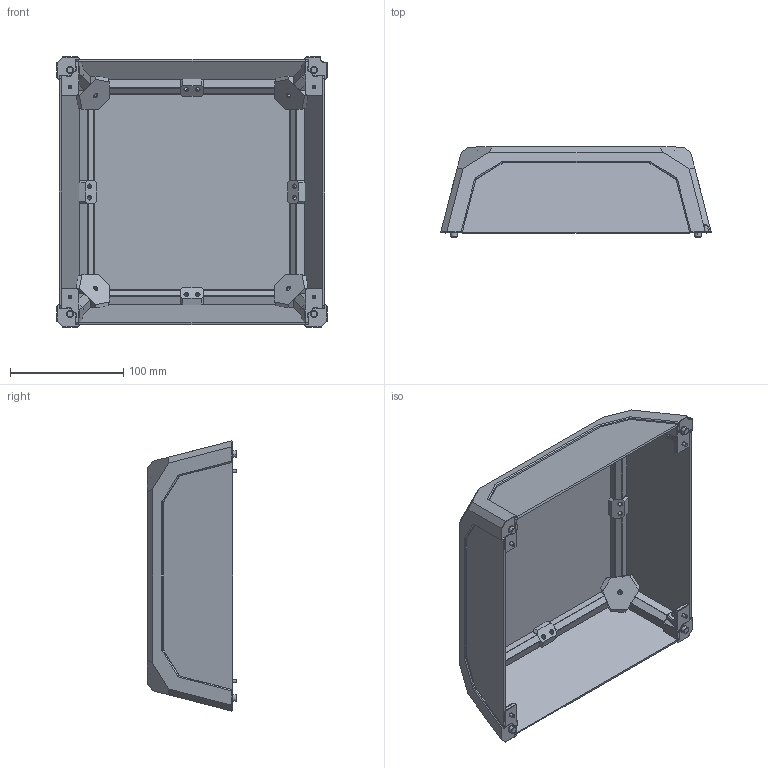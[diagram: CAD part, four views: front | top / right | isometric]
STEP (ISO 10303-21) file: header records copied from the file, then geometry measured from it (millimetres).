
FILE_DESCRIPTION (( 'STEP AP203' ), '1' );
FILE_NAME ('Maybe_Tophat_assm.STEP', '2020-06-08T14:32:13', ( '' ), ( '' ), 'SwSTEP 2.0', 'SolidWorks 2018', '' );
FILE_SCHEMA (( 'CONFIG_CONTROL_DESIGN' ));
Length unit declared in the file: millimetre
Products named in the file (10): tophat attachment bracket; Mirrortophat attachment bracket; MirrorMirrortophat attachment bracket; M3x10 BHCS; M3x8 BHCS_92095A201; maybe tophat; Maybe_Tophat_assm; tophat side panel; tophat top panel; maybe tophat_corner_mount
Assembly tree (22 placements, depth 2):
  Maybe_Tophat_assm
    maybe tophat
    tophat side panel  x4
    tophat top panel
    maybe tophat_corner_mount  x4
    tophat attachment bracket
    Mirrortophat attachment bracket  x2
    MirrorMirrortophat attachment bracket
    M3x10 BHCS  x4
    M3x8 BHCS_92095A201  x4
Bounding box: 238.06 x 79 x 238.06 mm (x, y, z)
Volume: 380353.3 mm3; surface area: 249319 mm2
Topology: 26 solids, 26 shells, 1322 faces, 3215 edges, 1949 vertices
Faces by surface type: plane 532, cylinder 397, cone 166, bspline 123, sphere 84, torus 20
Entity records: 31909 total; most frequent: CARTESIAN_POINT 10910, ORIENTED_EDGE 4266, DIRECTION 3888, EDGE_CURVE 2133, AXIS2_PLACEMENT_3D 1365, VERTEX_POINT 1311, LINE 1158, VECTOR 1158
